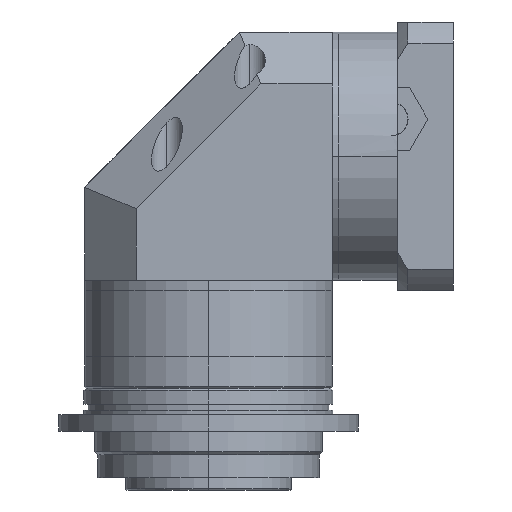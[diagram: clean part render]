
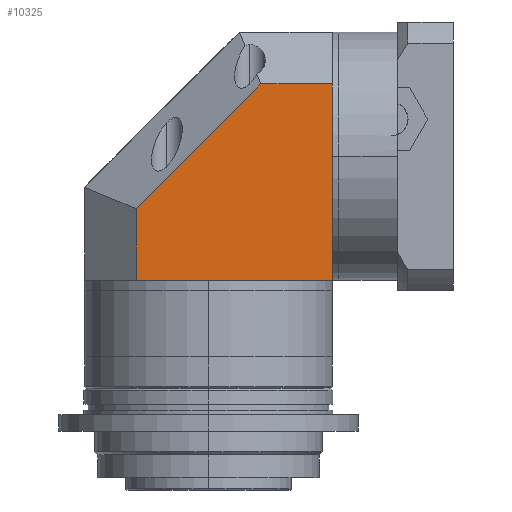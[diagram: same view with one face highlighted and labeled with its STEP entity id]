
A CAD part, left-side view. The second image highlights one B-rep face of the part: STEP entity #10325.
In plain terms, the highlighted planar face has unit normal (-1, 0, 0).
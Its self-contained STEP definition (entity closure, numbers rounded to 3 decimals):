
#403 = VECTOR ( 'NONE', #6963, 1000. ) ;
#854 = DIRECTION ( 'NONE',  ( 0., 0., 1. ) ) ;
#926 = CARTESIAN_POINT ( 'NONE',  ( -60., 60., 35. ) ) ;
#1009 = ORIENTED_EDGE ( 'NONE', *, *, #8561, .T. ) ;
#1476 = VERTEX_POINT ( 'NONE', #10114 ) ;
#1498 = CARTESIAN_POINT ( 'NONE',  ( -60., 64.822, -55.178 ) ) ;
#1599 = LINE ( 'NONE', #2722, #8983 ) ;
#1883 = CARTESIAN_POINT ( 'NONE',  ( -60., -60., -60. ) ) ;
#2172 = ORIENTED_EDGE ( 'NONE', *, *, #6615, .T. ) ;
#2601 = CARTESIAN_POINT ( 'NONE',  ( -60., 60., -60. ) ) ;
#2722 = CARTESIAN_POINT ( 'NONE',  ( -60., 35., -60. ) ) ;
#3264 = EDGE_CURVE ( 'NONE', #1476, #6627, #9996, .T. ) ;
#3269 = CARTESIAN_POINT ( 'NONE',  ( -60., -60., 35. ) ) ;
#3476 = EDGE_CURVE ( 'NONE', #4497, #1476, #5966, .T. ) ;
#3481 = CARTESIAN_POINT ( 'NONE',  ( -60., -60., 0. ) ) ;
#3502 = CARTESIAN_POINT ( 'NONE',  ( -60., -60., -60. ) ) ;
#3750 = VECTOR ( 'NONE', #7216, 1000. ) ;
#4434 = DIRECTION ( 'NONE',  ( 0., 1., 0. ) ) ;
#4497 = VERTEX_POINT ( 'NONE', #3269 ) ;
#4833 = ORIENTED_EDGE ( 'NONE', *, *, #11110, .T. ) ;
#5005 = DIRECTION ( 'NONE',  ( 0., -1., 0. ) ) ;
#5082 = VECTOR ( 'NONE', #8853, 1000. ) ;
#5657 = VERTEX_POINT ( 'NONE', #10198 ) ;
#5912 = LINE ( 'NONE', #3502, #8003 ) ;
#5966 = LINE ( 'NONE', #926, #10413 ) ;
#6615 = EDGE_CURVE ( 'NONE', #10976, #4497, #10847, .T. ) ;
#6627 = VERTEX_POINT ( 'NONE', #9906 ) ;
#6963 = DIRECTION ( 'NONE',  ( 0., 0.707, -0.707 ) ) ;
#7216 = DIRECTION ( 'NONE',  ( 0., 0., 1. ) ) ;
#7465 = LINE ( 'NONE', #2601, #5082 ) ;
#8003 = VECTOR ( 'NONE', #854, 1000. ) ;
#8186 = AXIS2_PLACEMENT_3D ( 'NONE', #9453, #10340, #5005 ) ;
#8231 = ORIENTED_EDGE ( 'NONE', *, *, #3476, .T. ) ;
#8504 = VERTEX_POINT ( 'NONE', #9690 ) ;
#8561 = EDGE_CURVE ( 'NONE', #8504, #10976, #5912, .T. ) ;
#8598 = ORIENTED_EDGE ( 'NONE', *, *, #10996, .T. ) ;
#8853 = DIRECTION ( 'NONE',  ( 0., -1., 0. ) ) ;
#8983 = VECTOR ( 'NONE', #9867, 1000. ) ;
#9222 = EDGE_LOOP ( 'NONE', ( #9245, #4833, #8598, #1009, #2172, #8231 ) ) ;
#9245 = ORIENTED_EDGE ( 'NONE', *, *, #3264, .T. ) ;
#9453 = CARTESIAN_POINT ( 'NONE',  ( -60., 60., -60. ) ) ;
#9690 = CARTESIAN_POINT ( 'NONE',  ( -60., -60., -60. ) ) ;
#9867 = DIRECTION ( 'NONE',  ( 0., 0., -1. ) ) ;
#9906 = CARTESIAN_POINT ( 'NONE',  ( -60., 35., -25.355 ) ) ;
#9996 = LINE ( 'NONE', #1498, #403 ) ;
#10114 = CARTESIAN_POINT ( 'NONE',  ( -60., -25.355, 35. ) ) ;
#10198 = CARTESIAN_POINT ( 'NONE',  ( -60., 35., -60. ) ) ;
#10325 = ADVANCED_FACE ( 'NONE', ( #10587 ), #11162, .T. ) ;
#10340 = DIRECTION ( 'NONE',  ( -1., 0., 0. ) ) ;
#10413 = VECTOR ( 'NONE', #4434, 1000. ) ;
#10587 = FACE_OUTER_BOUND ( 'NONE', #9222, .T. ) ;
#10847 = LINE ( 'NONE', #1883, #3750 ) ;
#10976 = VERTEX_POINT ( 'NONE', #3481 ) ;
#10996 = EDGE_CURVE ( 'NONE', #5657, #8504, #7465, .T. ) ;
#11110 = EDGE_CURVE ( 'NONE', #6627, #5657, #1599, .T. ) ;
#11162 = PLANE ( 'NONE',  #8186 ) ;
